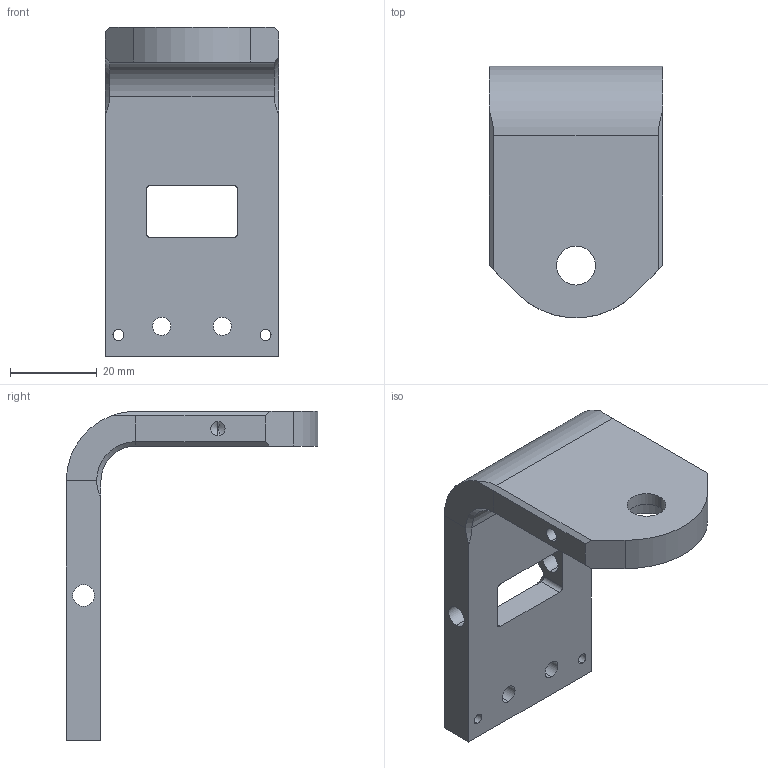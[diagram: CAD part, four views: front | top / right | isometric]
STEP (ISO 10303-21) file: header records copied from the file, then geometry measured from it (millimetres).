
FILE_DESCRIPTION (( 'STEP AP214' ), '1' );
FILE_NAME ('ALTI_USI_03.STEP', '2020-11-30T09:56:33', ( '' ), ( '' ), 'SwSTEP 2.0', 'SolidWorks 2020', '' );
FILE_SCHEMA (( 'AUTOMOTIVE_DESIGN' ));
Length unit declared in the file: millimetre
Products named in the file (1): ALTI_USI_03
Bounding box: 40 x 58.02 x 76 mm (x, y, z)
Volume: 32851.9 mm3; surface area: 12962.7 mm2
Topology: 1 solids, 1 shells, 76 faces, 196 edges, 119 vertices
Faces by surface type: cylinder 35, plane 25, cone 16
Entity records: 2440 total; most frequent: CARTESIAN_POINT 438, DIRECTION 410, ORIENTED_EDGE 372, EDGE_CURVE 186, AXIS2_PLACEMENT_3D 155, VERTEX_POINT 119, LINE 100, VECTOR 100
